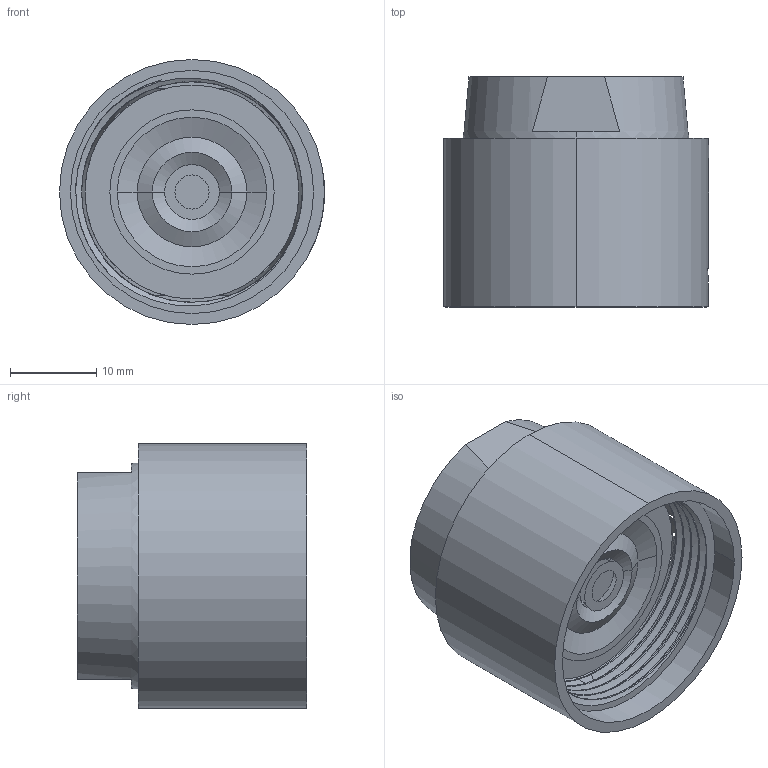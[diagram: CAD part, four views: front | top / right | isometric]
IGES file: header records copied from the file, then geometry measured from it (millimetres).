
Start section:  PTC IGES file: 291.igs
Global section: file name: 291.igs; native system: Pro/ENGINEER by Parametric Technology Corporation; preprocessor: 2009300; author: project; organization: Unknown; date: 20101116.102413; units: inch
Bounding box: 30.73 x 26.67 x 30.73 mm (x, y, z)
Surface area: 6321.9 mm2 (no closed solid volume)
Topology: 0 solids, 0 shells, 79 faces, 518 edges, 518 vertices
Faces by surface type: revolution 44, bspline 35
